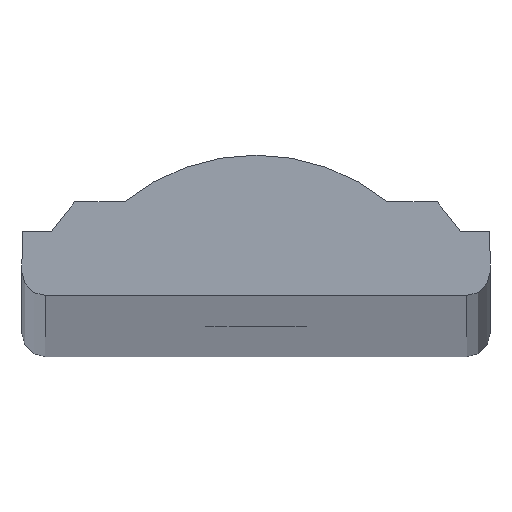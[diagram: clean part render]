
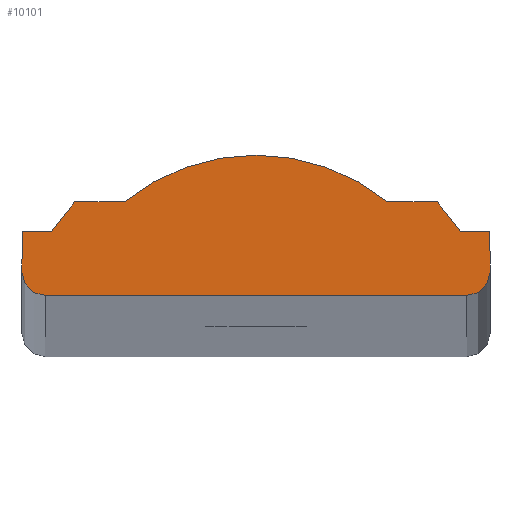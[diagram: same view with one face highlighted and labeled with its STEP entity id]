
A CAD part, top view. The second image highlights one B-rep face of the part: STEP entity #10101.
In plain terms, the highlighted planar face has unit normal (0, 0, 1).
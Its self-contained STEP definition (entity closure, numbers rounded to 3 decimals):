
#73 = AXIS2_PLACEMENT_3D ( 'NONE', #6285, #6984, #2366 ) ;
#135 = PLANE ( 'NONE',  #2078 ) ;
#168 = VERTEX_POINT ( 'NONE', #2315 ) ;
#245 = DIRECTION ( 'NONE',  ( 0., 1., 0. ) ) ;
#369 = CARTESIAN_POINT ( 'NONE',  ( 20., 5.5, 1500. ) ) ;
#428 = CIRCLE ( 'NONE', #73, 17.82 ) ;
#765 = CARTESIAN_POINT ( 'NONE',  ( -20., 0., 1500. ) ) ;
#851 = ORIENTED_EDGE ( 'NONE', *, *, #3626, .T. ) ;
#858 = ORIENTED_EDGE ( 'NONE', *, *, #2685, .T. ) ;
#1244 = AXIS2_PLACEMENT_3D ( 'NONE', #7277, #5031, #2606 ) ;
#1496 = AXIS2_PLACEMENT_3D ( 'NONE', #2070, #9161, #7545 ) ;
#1538 = EDGE_CURVE ( 'NONE', #6128, #7232, #7576, .T. ) ;
#1546 = DIRECTION ( 'NONE',  ( 0., -1., 0. ) ) ;
#1866 = EDGE_CURVE ( 'NONE', #8162, #168, #9865, .T. ) ;
#2070 = CARTESIAN_POINT ( 'NONE',  ( -18., 2., 1500. ) ) ;
#2078 = AXIS2_PLACEMENT_3D ( 'NONE', #6377, #7979, #5660 ) ;
#2315 = CARTESIAN_POINT ( 'NONE',  ( -20., 5.5, 1500. ) ) ;
#2366 = DIRECTION ( 'NONE',  ( -1., 0., 0. ) ) ;
#2492 = CARTESIAN_POINT ( 'NONE',  ( -17.5, 5.5, 1500. ) ) ;
#2606 = DIRECTION ( 'NONE',  ( -1., 0., 0. ) ) ;
#2685 = EDGE_CURVE ( 'NONE', #7059, #4388, #8304, .T. ) ;
#2816 = VERTEX_POINT ( 'NONE', #4572 ) ;
#2905 = VERTEX_POINT ( 'NONE', #3178 ) ;
#2938 = CARTESIAN_POINT ( 'NONE',  ( 20., 5.5, 1500. ) ) ;
#3075 = CARTESIAN_POINT ( 'NONE',  ( -15.5, 8., 1500. ) ) ;
#3150 = ORIENTED_EDGE ( 'NONE', *, *, #4553, .T. ) ;
#3178 = CARTESIAN_POINT ( 'NONE',  ( 11.25, 8., 1500. ) ) ;
#3284 = DIRECTION ( 'NONE',  ( -0.625, -0.781, 0. ) ) ;
#3368 = VECTOR ( 'NONE', #9479, 1000. ) ;
#3626 = EDGE_CURVE ( 'NONE', #4388, #7500, #5718, .T. ) ;
#3816 = EDGE_CURVE ( 'NONE', #7500, #6050, #6919, .T. ) ;
#3920 = DIRECTION ( 'NONE',  ( -0.625, 0.781, 0. ) ) ;
#4094 = CARTESIAN_POINT ( 'NONE',  ( 17.5, 5.5, 1500. ) ) ;
#4109 = LINE ( 'NONE', #2492, #9470 ) ;
#4373 = CARTESIAN_POINT ( 'NONE',  ( 15.5, 8., 1500. ) ) ;
#4388 = VERTEX_POINT ( 'NONE', #6517 ) ;
#4489 = VECTOR ( 'NONE', #7445, 1000. ) ;
#4544 = EDGE_CURVE ( 'NONE', #7232, #8162, #4109, .T. ) ;
#4553 = EDGE_CURVE ( 'NONE', #6050, #9449, #8987, .T. ) ;
#4572 = CARTESIAN_POINT ( 'NONE',  ( 15.5, 8., 1500. ) ) ;
#4573 = ORIENTED_EDGE ( 'NONE', *, *, #7210, .T. ) ;
#4603 = LINE ( 'NONE', #765, #7163 ) ;
#5031 = DIRECTION ( 'NONE',  ( 0., 0., 1. ) ) ;
#5229 = ORIENTED_EDGE ( 'NONE', *, *, #1866, .T. ) ;
#5348 = EDGE_CURVE ( 'NONE', #168, #7059, #4603, .T. ) ;
#5591 = EDGE_CURVE ( 'NONE', #2816, #2905, #6563, .T. ) ;
#5660 = DIRECTION ( 'NONE',  ( -1., 0., 0. ) ) ;
#5718 = LINE ( 'NONE', #8767, #3368 ) ;
#6003 = DIRECTION ( 'NONE',  ( -1., 0., 0. ) ) ;
#6050 = VERTEX_POINT ( 'NONE', #10055 ) ;
#6075 = VECTOR ( 'NONE', #245, 1000. ) ;
#6128 = VERTEX_POINT ( 'NONE', #7766 ) ;
#6285 = CARTESIAN_POINT ( 'NONE',  ( 0., -5.82, 1500. ) ) ;
#6307 = ORIENTED_EDGE ( 'NONE', *, *, #7091, .T. ) ;
#6377 = CARTESIAN_POINT ( 'NONE',  ( 0., -5.82, 1500. ) ) ;
#6407 = ORIENTED_EDGE ( 'NONE', *, *, #7229, .T. ) ;
#6517 = CARTESIAN_POINT ( 'NONE',  ( -18., 0., 1500. ) ) ;
#6563 = LINE ( 'NONE', #4373, #4489 ) ;
#6652 = VECTOR ( 'NONE', #7552, 1000. ) ;
#6919 = CIRCLE ( 'NONE', #1244, 2. ) ;
#6984 = DIRECTION ( 'NONE',  ( 0., 0., 1. ) ) ;
#7012 = CARTESIAN_POINT ( 'NONE',  ( 18., 0., 1500. ) ) ;
#7059 = VERTEX_POINT ( 'NONE', #8175 ) ;
#7091 = EDGE_CURVE ( 'NONE', #9449, #9781, #9687, .T. ) ;
#7132 = LINE ( 'NONE', #9371, #8478 ) ;
#7163 = VECTOR ( 'NONE', #1546, 1000. ) ;
#7210 = EDGE_CURVE ( 'NONE', #9781, #2816, #7132, .T. ) ;
#7229 = EDGE_CURVE ( 'NONE', #2905, #6128, #428, .T. ) ;
#7230 = CARTESIAN_POINT ( 'NONE',  ( 20., 0., 1500. ) ) ;
#7232 = VERTEX_POINT ( 'NONE', #3075 ) ;
#7277 = CARTESIAN_POINT ( 'NONE',  ( 18., 2., 1500. ) ) ;
#7376 = EDGE_LOOP ( 'NONE', ( #7595, #858, #851, #7749, #3150, #6307, #4573, #10037, #6407, #8831, #8498, #5229 ) ) ;
#7445 = DIRECTION ( 'NONE',  ( -1., 0., 0. ) ) ;
#7500 = VERTEX_POINT ( 'NONE', #7012 ) ;
#7531 = DIRECTION ( 'NONE',  ( -1., 0., 0. ) ) ;
#7545 = DIRECTION ( 'NONE',  ( -1., 0., 0. ) ) ;
#7552 = DIRECTION ( 'NONE',  ( -1., 0., 0. ) ) ;
#7576 = LINE ( 'NONE', #9957, #9509 ) ;
#7595 = ORIENTED_EDGE ( 'NONE', *, *, #5348, .T. ) ;
#7749 = ORIENTED_EDGE ( 'NONE', *, *, #3816, .T. ) ;
#7766 = CARTESIAN_POINT ( 'NONE',  ( -11.25, 8., 1500. ) ) ;
#7979 = DIRECTION ( 'NONE',  ( 0., 0., -1. ) ) ;
#8162 = VERTEX_POINT ( 'NONE', #8642 ) ;
#8175 = CARTESIAN_POINT ( 'NONE',  ( -20., 2., 1500. ) ) ;
#8186 = CARTESIAN_POINT ( 'NONE',  ( -20., 5.5, 1500. ) ) ;
#8304 = CIRCLE ( 'NONE', #1496, 2. ) ;
#8478 = VECTOR ( 'NONE', #3920, 1000. ) ;
#8498 = ORIENTED_EDGE ( 'NONE', *, *, #4544, .T. ) ;
#8642 = CARTESIAN_POINT ( 'NONE',  ( -17.5, 5.5, 1500. ) ) ;
#8767 = CARTESIAN_POINT ( 'NONE',  ( -20., 0., 1500. ) ) ;
#8831 = ORIENTED_EDGE ( 'NONE', *, *, #1538, .T. ) ;
#8987 = LINE ( 'NONE', #7230, #6075 ) ;
#9161 = DIRECTION ( 'NONE',  ( 0., 0., 1. ) ) ;
#9266 = VECTOR ( 'NONE', #7531, 1000. ) ;
#9371 = CARTESIAN_POINT ( 'NONE',  ( 17.5, 5.5, 1500. ) ) ;
#9449 = VERTEX_POINT ( 'NONE', #369 ) ;
#9470 = VECTOR ( 'NONE', #3284, 1000. ) ;
#9479 = DIRECTION ( 'NONE',  ( 1., 0., 0. ) ) ;
#9509 = VECTOR ( 'NONE', #6003, 1000. ) ;
#9642 = FACE_OUTER_BOUND ( 'NONE', #7376, .T. ) ;
#9687 = LINE ( 'NONE', #2938, #6652 ) ;
#9781 = VERTEX_POINT ( 'NONE', #4094 ) ;
#9865 = LINE ( 'NONE', #8186, #9266 ) ;
#9957 = CARTESIAN_POINT ( 'NONE',  ( -15.5, 8., 1500. ) ) ;
#10037 = ORIENTED_EDGE ( 'NONE', *, *, #5591, .T. ) ;
#10055 = CARTESIAN_POINT ( 'NONE',  ( 20., 2., 1500. ) ) ;
#10101 = ADVANCED_FACE ( 'NONE', ( #9642 ), #135, .F. ) ;
